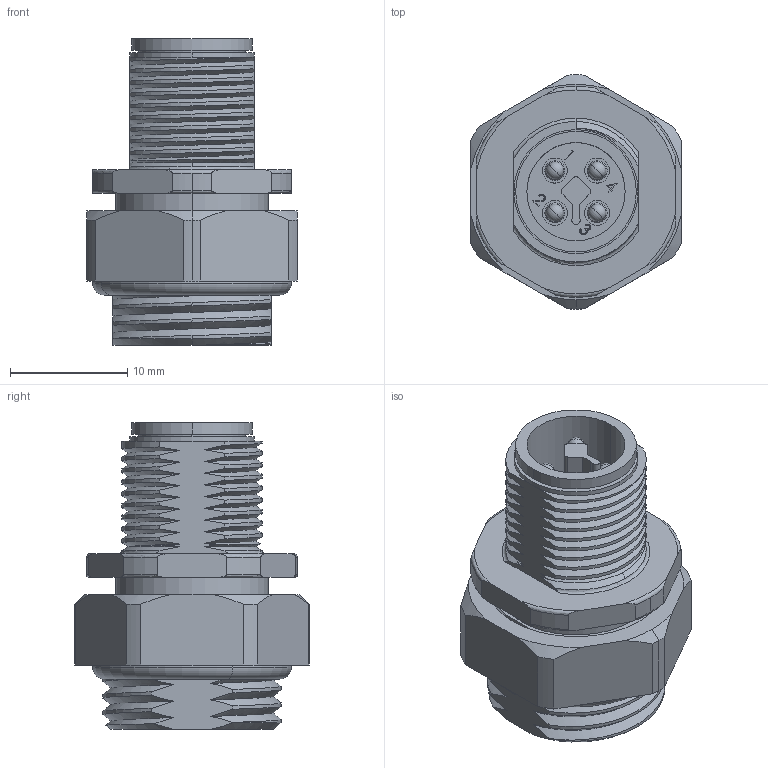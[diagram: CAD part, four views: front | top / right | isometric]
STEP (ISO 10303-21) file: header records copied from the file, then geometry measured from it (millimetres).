
FILE_DESCRIPTION(/* description */ (''),/* implementation_level */ '2;1');
FILE_NAME(/* name */ 'PT-FEZ42-.stp',/* time_stamp */ '2022-04-14T10:04:50+08:00',/* author */ (''),/* organization */ (''),/* preprocessor_version */ 'ST-DEVELOPER v16',/* originating_system */ 'SIEMENS PLM Software NX 10.0',/* authorisation */ '');
FILE_SCHEMA (('AP203_CONFIGURATION_CONTROLLED_3D_DESIGN_OF_MECHANICAL_PARTS_AND_ASSEMBLIES_MIM_LF { 1 0 10303 403 2 1 2}'));
Length unit declared in the file: millimetre
Products named in the file (1): DELL1A101836b19s
Bounding box: 18 x 20 x 26.2 mm (x, y, z)
Volume: 2774.4 mm3; surface area: 5700.6 mm2
Topology: 8 solids, 8 shells, 486 faces, 1296 edges, 829 vertices
Faces by surface type: cylinder 181, plane 131, bspline 86, cone 51, torus 29, sphere 8
Entity records: 22753 total; most frequent: CARTESIAN_POINT 11346, ORIENTED_EDGE 2560, DIRECTION 2043, EDGE_CURVE 1280, VERTEX_POINT 829, AXIS2_PLACEMENT_3D 764, EDGE_LOOP 527, LINE 515
